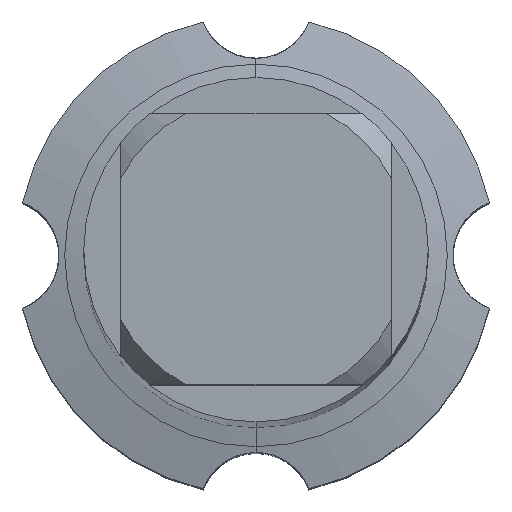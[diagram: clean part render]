
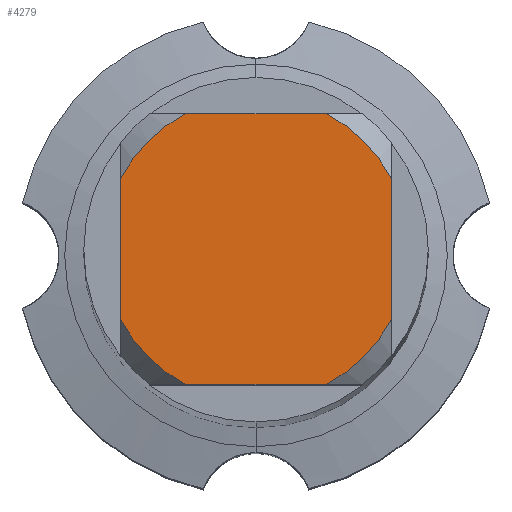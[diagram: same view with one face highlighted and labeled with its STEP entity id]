
A CAD part, top view. The second image highlights one B-rep face of the part: STEP entity #4279.
In plain terms, the highlighted planar face has unit normal (0, 0, 1).
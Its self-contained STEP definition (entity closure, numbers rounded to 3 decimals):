
#1927=VERTEX_POINT('',#5610);
#2037=VERTEX_POINT('',#5727);
#2367=VERTEX_POINT('',#6075);
#2479=EDGE_CURVE('',#2689,#4777,#6196,.T.);
#2653=EDGE_CURVE('',#3453,#4547,#6378,.T.);
#2689=VERTEX_POINT('',#6417);
#2759=VERTEX_POINT('',#6493);
#3069=EDGE_CURVE('',#1927,#2759,#6831,.T.);
#3075=EDGE_CURVE('',#2689,#2037,#6838,.T.);
#3453=VERTEX_POINT('',#7258);
#3627=EDGE_CURVE('',#3453,#2037,#7446,.T.);
#4229=EDGE_CURVE('',#2367,#4547,#8105,.T.);
#4279=ADVANCED_FACE('',(#8158),#8159,.T.);
#4547=VERTEX_POINT('',#8451);
#4685=EDGE_CURVE('',#1927,#4777,#8606,.T.);
#4777=VERTEX_POINT('',#8702);
#4959=EDGE_CURVE('',#2367,#2759,#8896,.T.);
#5610=CARTESIAN_POINT('',(2.75,-1.431,0.0));
#5727=CARTESIAN_POINT('',(-1.431,2.75,0.0));
#6075=CARTESIAN_POINT('',(-1.431,-2.75,0.0));
#6196=CIRCLE('',#10834,3.1);
#6378=LINE('',#11207,#11208);
#6417=CARTESIAN_POINT('',(1.431,2.75,0.0));
#6493=CARTESIAN_POINT('',(1.431,-2.75,0.0));
#6831=CIRCLE('',#12099,3.1);
#6838=LINE('',#12109,#12110);
#7258=CARTESIAN_POINT('',(-2.75,1.431,0.0));
#7446=CIRCLE('',#13197,3.1);
#8105=CIRCLE('',#14487,3.1);
#8158=FACE_OUTER_BOUND('',#14582,.T.);
#8159=PLANE('',#14583);
#8451=CARTESIAN_POINT('',(-2.75,-1.431,0.0));
#8606=LINE('',#15466,#15467);
#8702=CARTESIAN_POINT('',(2.75,1.431,0.0));
#8896=LINE('',#16048,#16049);
#10834=AXIS2_PLACEMENT_3D('',#17740,#17741,#17742);
#11207=CARTESIAN_POINT('',(-2.75,0.775,0.0));
#11208=VECTOR('',#17888,1.0);
#12099=AXIS2_PLACEMENT_3D('',#18320,#18321,#18322);
#12109=CARTESIAN_POINT('',(0.0,2.75,0.0));
#12110=VECTOR('',#18332,1.0);
#13197=AXIS2_PLACEMENT_3D('',#19479,#19480,#19481);
#14487=AXIS2_PLACEMENT_3D('',#20188,#20189,#20190);
#14582=EDGE_LOOP('',(#20236,#20237,#20238,#20239,#20240,#20241,#20242,#20243));
#14583=AXIS2_PLACEMENT_3D('',#20244,#20245,#20246);
#15466=CARTESIAN_POINT('',(2.75,0.775,0.0));
#15467=VECTOR('',#20713,1.0);
#16048=CARTESIAN_POINT('',(0.0,-2.75,0.0));
#16049=VECTOR('',#20922,1.0);
#17740=CARTESIAN_POINT('',(0.0,0.0,0.0));
#17741=DIRECTION('',(0.0,0.0,-1.0));
#17742=DIRECTION('',(0.0,1.0,0.0));
#17888=DIRECTION('',(-0.0,-1.0,0.0));
#18320=CARTESIAN_POINT('',(0.0,0.0,0.0));
#18321=DIRECTION('',(0.0,0.0,-1.0));
#18322=DIRECTION('',(0.0,1.0,0.0));
#18332=DIRECTION('',(-1.0,0.0,0.0));
#19479=CARTESIAN_POINT('',(0.0,0.0,0.0));
#19480=DIRECTION('',(0.0,0.0,-1.0));
#19481=DIRECTION('',(0.0,1.0,0.0));
#20188=CARTESIAN_POINT('',(0.0,0.0,0.0));
#20189=DIRECTION('',(0.0,0.0,-1.0));
#20190=DIRECTION('',(0.0,1.0,0.0));
#20236=ORIENTED_EDGE('',*,*,#2653,.T.);
#20237=ORIENTED_EDGE('',*,*,#4229,.F.);
#20238=ORIENTED_EDGE('',*,*,#4959,.T.);
#20239=ORIENTED_EDGE('',*,*,#3069,.F.);
#20240=ORIENTED_EDGE('',*,*,#4685,.T.);
#20241=ORIENTED_EDGE('',*,*,#2479,.F.);
#20242=ORIENTED_EDGE('',*,*,#3075,.T.);
#20243=ORIENTED_EDGE('',*,*,#3627,.F.);
#20244=CARTESIAN_POINT('',(0.0,1.55,0.0));
#20245=DIRECTION('',(-0.0,0.0,1.0));
#20246=DIRECTION('',(0.0,-1.0,0.0));
#20713=DIRECTION('',(-0.0,1.0,0.0));
#20922=DIRECTION('',(1.0,0.0,0.0));
